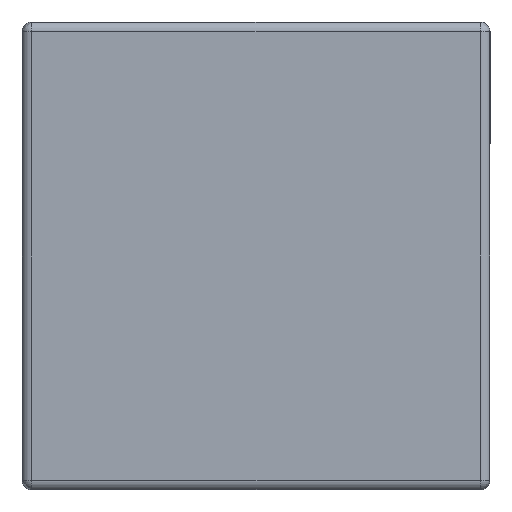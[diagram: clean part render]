
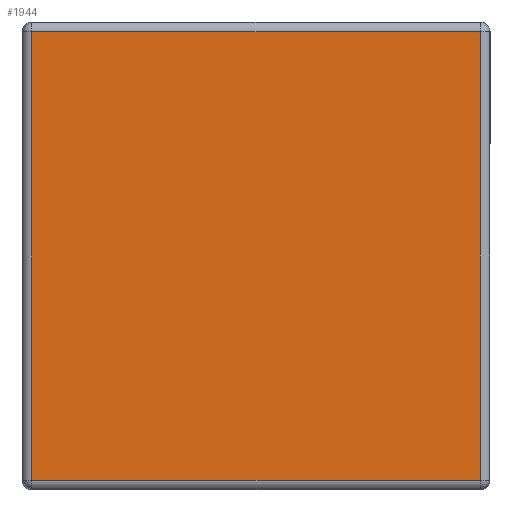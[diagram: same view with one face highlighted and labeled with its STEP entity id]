
A CAD part, left-side view. The second image highlights one B-rep face of the part: STEP entity #1944.
In plain terms, the highlighted planar face has unit normal (-1, 0, 0).
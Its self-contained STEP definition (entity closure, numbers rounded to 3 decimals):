
#155=FACE_OUTER_BOUND('',#270,.T.);
#270=EDGE_LOOP('',(#1384,#1385,#1386,#1387));
#465=LINE('',#3210,#674);
#466=LINE('',#3212,#675);
#467=LINE('',#3214,#676);
#468=LINE('',#3215,#677);
#674=VECTOR('',#2405,1000.);
#675=VECTOR('',#2406,1000.);
#676=VECTOR('',#2407,1000.);
#677=VECTOR('',#2408,1000.);
#901=VERTEX_POINT('',#3208);
#902=VERTEX_POINT('',#3209);
#903=VERTEX_POINT('',#3211);
#904=VERTEX_POINT('',#3213);
#1089=EDGE_CURVE('',#901,#902,#465,.T.);
#1090=EDGE_CURVE('',#902,#903,#466,.T.);
#1091=EDGE_CURVE('',#903,#904,#467,.T.);
#1092=EDGE_CURVE('',#904,#901,#468,.T.);
#1384=ORIENTED_EDGE('',*,*,#1089,.T.);
#1385=ORIENTED_EDGE('',*,*,#1090,.T.);
#1386=ORIENTED_EDGE('',*,*,#1091,.T.);
#1387=ORIENTED_EDGE('',*,*,#1092,.T.);
#1811=PLANE('',#2091);
#1944=ADVANCED_FACE('',(#155),#1811,.T.);
#2091=AXIS2_PLACEMENT_3D('',#3207,#2403,#2404);
#2403=DIRECTION('center_axis',(-1.,0.,0.));
#2404=DIRECTION('ref_axis',(0.,0.,1.));
#2405=DIRECTION('',(0.,-1.,0.));
#2406=DIRECTION('',(0.,0.,1.));
#2407=DIRECTION('',(0.,1.,0.));
#2408=DIRECTION('',(0.,0.,-1.));
#3207=CARTESIAN_POINT('Origin',(0.,0.,0.));
#3208=CARTESIAN_POINT('',(0.,0.539,-0.539));
#3209=CARTESIAN_POINT('',(0.,0.011,-0.539));
#3210=CARTESIAN_POINT('',(0.,0.,-0.539));
#3211=CARTESIAN_POINT('',(0.,0.011,-0.011));
#3212=CARTESIAN_POINT('',(0.,0.011,0.));
#3213=CARTESIAN_POINT('',(0.,0.539,-0.011));
#3214=CARTESIAN_POINT('',(0.,0.55,-0.011));
#3215=CARTESIAN_POINT('',(0.,0.539,-0.55));
